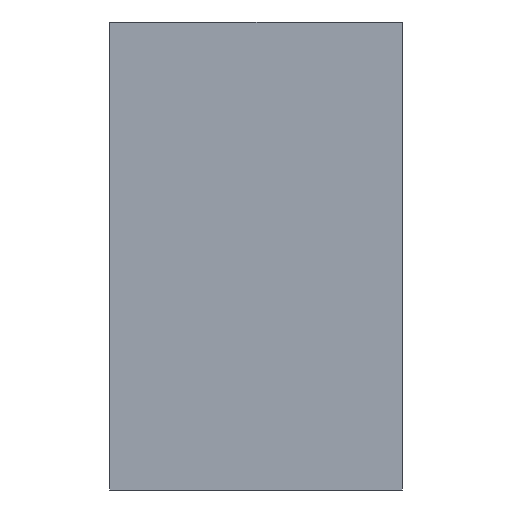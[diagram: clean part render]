
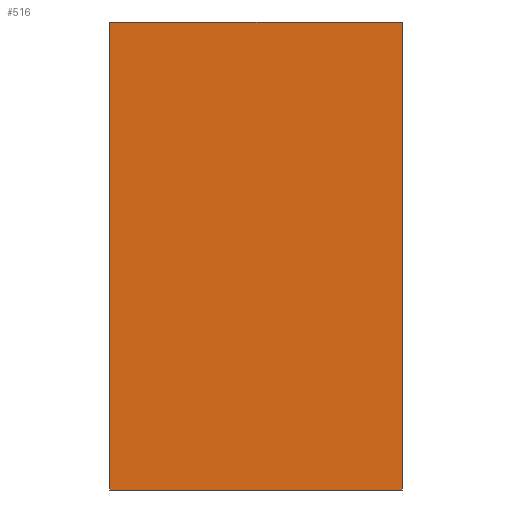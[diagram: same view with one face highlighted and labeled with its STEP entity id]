
A CAD part, front view. The second image highlights one B-rep face of the part: STEP entity #516.
In plain terms, the highlighted planar face has unit normal (0, -1, 0).
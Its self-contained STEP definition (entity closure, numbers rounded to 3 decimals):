
#26=PLANE('',#570);
#42=FACE_OUTER_BOUND('',#72,.T.);
#72=EDGE_LOOP('',(#369,#370,#371,#372));
#103=LINE('',#795,#151);
#105=LINE('',#803,#153);
#106=LINE('',#805,#154);
#107=LINE('',#806,#155);
#151=VECTOR('',#637,10.);
#153=VECTOR('',#645,10.);
#154=VECTOR('',#646,10.);
#155=VECTOR('',#647,10.);
#231=VERTEX_POINT('',#792);
#232=VERTEX_POINT('',#794);
#235=VERTEX_POINT('',#802);
#236=VERTEX_POINT('',#804);
#285=EDGE_CURVE('',#232,#231,#103,.T.);
#289=EDGE_CURVE('',#235,#231,#105,.T.);
#290=EDGE_CURVE('',#236,#235,#106,.T.);
#291=EDGE_CURVE('',#232,#236,#107,.T.);
#369=ORIENTED_EDGE('',*,*,#285,.T.);
#370=ORIENTED_EDGE('',*,*,#289,.F.);
#371=ORIENTED_EDGE('',*,*,#290,.F.);
#372=ORIENTED_EDGE('',*,*,#291,.F.);
#516=ADVANCED_FACE('',(#42),#26,.F.);
#570=AXIS2_PLACEMENT_3D('',#801,#643,#644);
#637=DIRECTION('',(0.,0.,-1.));
#643=DIRECTION('center_axis',(0.,1.,0.));
#644=DIRECTION('ref_axis',(0.,0.,1.));
#645=DIRECTION('',(-1.,0.,0.));
#646=DIRECTION('',(0.,0.,-1.));
#647=DIRECTION('',(1.,0.,0.));
#792=CARTESIAN_POINT('',(-26.586,-34.,0.));
#794=CARTESIAN_POINT('',(-26.586,-34.,16.));
#795=CARTESIAN_POINT('',(-26.586,-34.,7.766));
#801=CARTESIAN_POINT('Origin',(-24.336,-34.,8.));
#802=CARTESIAN_POINT('',(-16.586,-34.,0.));
#803=CARTESIAN_POINT('',(-16.586,-34.,0.));
#804=CARTESIAN_POINT('',(-16.586,-34.,16.));
#805=CARTESIAN_POINT('',(-16.586,-34.,16.));
#806=CARTESIAN_POINT('',(-32.086,-34.,16.));
